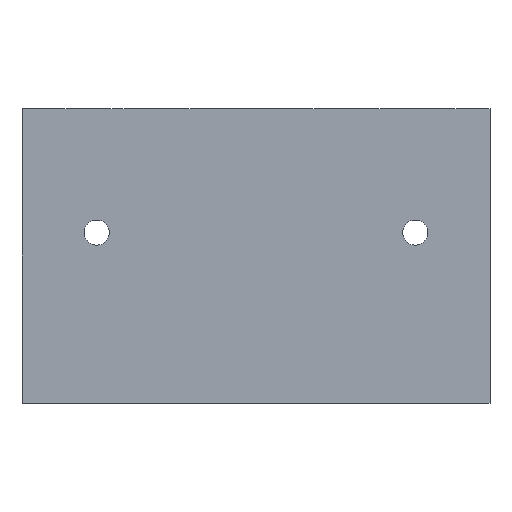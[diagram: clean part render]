
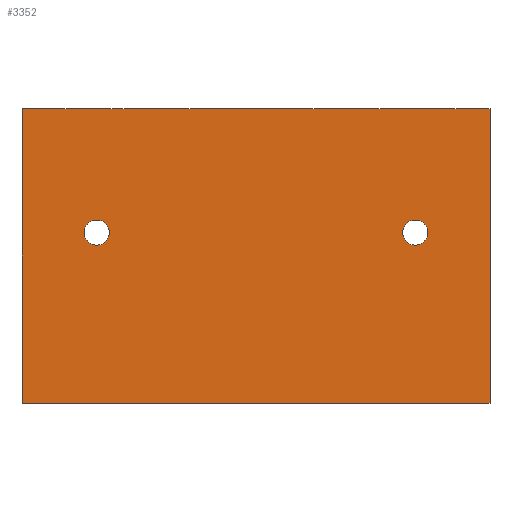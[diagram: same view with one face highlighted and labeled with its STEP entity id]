
A CAD part, front view. The second image highlights one B-rep face of the part: STEP entity #3352.
In plain terms, the highlighted planar face has unit normal (0, -1, 0).
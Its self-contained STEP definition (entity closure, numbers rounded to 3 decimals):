
#185 = VERTEX_POINT ( 'NONE', #188 ) ;
#188 = CARTESIAN_POINT ( 'NONE',  ( 22.95, 0., -8.15 ) ) ;
#211 = AXIS2_PLACEMENT_3D ( 'NONE', #1770, #5711, #2335 ) ;
#234 = EDGE_CURVE ( 'NONE', #653, #6224, #2554, .T. ) ;
#329 = ORIENTED_EDGE ( 'NONE', *, *, #1952, .F. ) ;
#400 = ORIENTED_EDGE ( 'NONE', *, *, #3213, .F. ) ;
#501 = ORIENTED_EDGE ( 'NONE', *, *, #234, .F. ) ;
#535 = FACE_OUTER_BOUND ( 'NONE', #3808, .T. ) ;
#653 = VERTEX_POINT ( 'NONE', #1979 ) ;
#771 = EDGE_CURVE ( 'NONE', #6224, #3979, #4650, .T. ) ;
#900 = DIRECTION ( 'NONE',  ( -1., 0., 0. ) ) ;
#963 = PLANE ( 'NONE',  #6545 ) ;
#999 = ORIENTED_EDGE ( 'NONE', *, *, #3767, .F. ) ;
#1068 = ORIENTED_EDGE ( 'NONE', *, *, #771, .F. ) ;
#1236 = AXIS2_PLACEMENT_3D ( 'NONE', #4831, #1456, #5404 ) ;
#1248 = DIRECTION ( 'NONE',  ( 0., 0., 1. ) ) ;
#1299 = CIRCLE ( 'NONE', #3510, 0.75 ) ;
#1315 = DIRECTION ( 'NONE',  ( 0., -1., 0. ) ) ;
#1376 = CARTESIAN_POINT ( 'NONE',  ( 27.42, 0., 0. ) ) ;
#1456 = DIRECTION ( 'NONE',  ( 0., -1., 0. ) ) ;
#1482 = VECTOR ( 'NONE', #4243, 1000. ) ;
#1770 = CARTESIAN_POINT ( 'NONE',  ( 22.95, 0., -7.4 ) ) ;
#1781 = ORIENTED_EDGE ( 'NONE', *, *, #5729, .T. ) ;
#1952 = EDGE_CURVE ( 'NONE', #6050, #3685, #1299, .T. ) ;
#1979 = CARTESIAN_POINT ( 'NONE',  ( 27.42, 0., 0. ) ) ;
#2008 = VECTOR ( 'NONE', #3418, 1000. ) ;
#2335 = DIRECTION ( 'NONE',  ( 0., 0., 1. ) ) ;
#2360 = DIRECTION ( 'NONE',  ( 0., -1., 0. ) ) ;
#2519 = DIRECTION ( 'NONE',  ( 0., 0., -1. ) ) ;
#2554 = LINE ( 'NONE', #1376, #7085 ) ;
#2695 = DIRECTION ( 'NONE',  ( 0., 1., 0. ) ) ;
#2822 = CIRCLE ( 'NONE', #211, 0.75 ) ;
#3002 = LINE ( 'NONE', #3107, #1482 ) ;
#3107 = CARTESIAN_POINT ( 'NONE',  ( -0.57, 0., -17.6 ) ) ;
#3213 = EDGE_CURVE ( 'NONE', #3685, #6050, #4592, .T. ) ;
#3352 = ADVANCED_FACE ( 'NONE', ( #3542, #3706, #535 ), #963, .F. ) ;
#3363 = CARTESIAN_POINT ( 'NONE',  ( -0.57, 0., 0. ) ) ;
#3418 = DIRECTION ( 'NONE',  ( -1., 0., 0. ) ) ;
#3510 = AXIS2_PLACEMENT_3D ( 'NONE', #4724, #1315, #1248 ) ;
#3514 = VECTOR ( 'NONE', #900, 1000. ) ;
#3542 = FACE_BOUND ( 'NONE', #5312, .T. ) ;
#3685 = VERTEX_POINT ( 'NONE', #3962 ) ;
#3706 = FACE_BOUND ( 'NONE', #5201, .T. ) ;
#3731 = EDGE_CURVE ( 'NONE', #185, #4608, #2822, .T. ) ;
#3767 = EDGE_CURVE ( 'NONE', #4608, #185, #4125, .T. ) ;
#3808 = EDGE_LOOP ( 'NONE', ( #1781, #6611, #1068, #501 ) ) ;
#3962 = CARTESIAN_POINT ( 'NONE',  ( 3.9, 0., -6.65 ) ) ;
#3979 = VERTEX_POINT ( 'NONE', #6533 ) ;
#4125 = CIRCLE ( 'NONE', #6785, 0.75 ) ;
#4185 = CARTESIAN_POINT ( 'NONE',  ( 27.42, 0., -17.6 ) ) ;
#4243 = DIRECTION ( 'NONE',  ( 0., 0., 1. ) ) ;
#4270 = CARTESIAN_POINT ( 'NONE',  ( 26.85, 0., 0. ) ) ;
#4349 = CARTESIAN_POINT ( 'NONE',  ( 22.95, 0., -6.65 ) ) ;
#4468 = EDGE_CURVE ( 'NONE', #3979, #5943, #3002, .T. ) ;
#4581 = CARTESIAN_POINT ( 'NONE',  ( 3.9, 0., -8.15 ) ) ;
#4592 = CIRCLE ( 'NONE', #1236, 0.75 ) ;
#4608 = VERTEX_POINT ( 'NONE', #4349 ) ;
#4650 = LINE ( 'NONE', #5641, #2008 ) ;
#4724 = CARTESIAN_POINT ( 'NONE',  ( 3.9, 0., -7.4 ) ) ;
#4831 = CARTESIAN_POINT ( 'NONE',  ( 3.9, 0., -7.4 ) ) ;
#4924 = CARTESIAN_POINT ( 'NONE',  ( 26.85, 0., 0. ) ) ;
#4980 = LINE ( 'NONE', #4270, #3514 ) ;
#5201 = EDGE_LOOP ( 'NONE', ( #400, #329 ) ) ;
#5218 = ORIENTED_EDGE ( 'NONE', *, *, #3731, .F. ) ;
#5312 = EDGE_LOOP ( 'NONE', ( #999, #5218 ) ) ;
#5404 = DIRECTION ( 'NONE',  ( 0., 0., 1. ) ) ;
#5641 = CARTESIAN_POINT ( 'NONE',  ( 26.85, 0., -17.6 ) ) ;
#5711 = DIRECTION ( 'NONE',  ( 0., -1., 0. ) ) ;
#5729 = EDGE_CURVE ( 'NONE', #653, #5943, #4980, .T. ) ;
#5739 = CARTESIAN_POINT ( 'NONE',  ( 22.95, 0., -7.4 ) ) ;
#5943 = VERTEX_POINT ( 'NONE', #3363 ) ;
#6050 = VERTEX_POINT ( 'NONE', #4581 ) ;
#6224 = VERTEX_POINT ( 'NONE', #4185 ) ;
#6312 = DIRECTION ( 'NONE',  ( 0., 0., 1. ) ) ;
#6533 = CARTESIAN_POINT ( 'NONE',  ( -0.57, 0., -17.6 ) ) ;
#6545 = AXIS2_PLACEMENT_3D ( 'NONE', #4924, #2695, #6644 ) ;
#6611 = ORIENTED_EDGE ( 'NONE', *, *, #4468, .F. ) ;
#6644 = DIRECTION ( 'NONE',  ( 0., 0., 1. ) ) ;
#6785 = AXIS2_PLACEMENT_3D ( 'NONE', #5739, #2360, #6312 ) ;
#7085 = VECTOR ( 'NONE', #2519, 1000. ) ;
